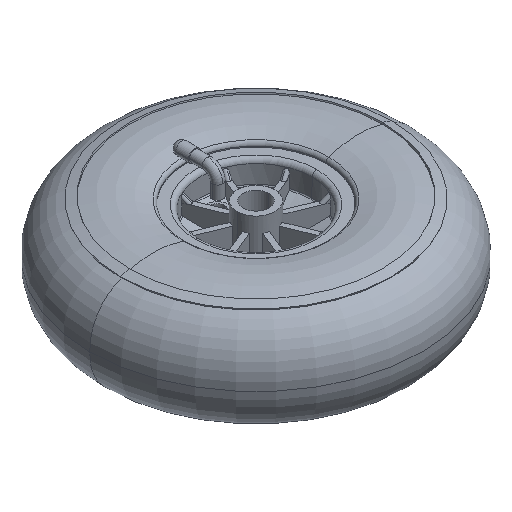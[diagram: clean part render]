
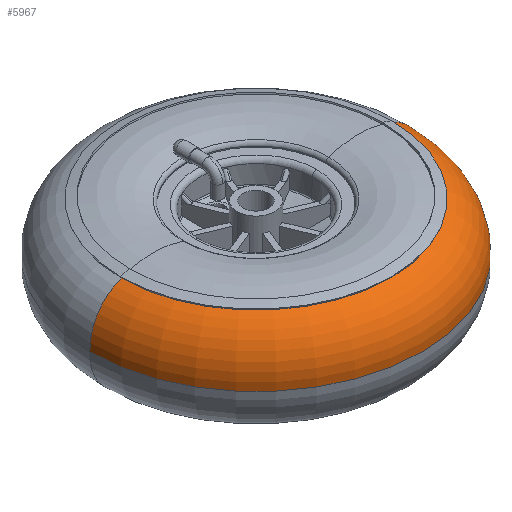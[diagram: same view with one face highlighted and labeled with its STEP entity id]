
A CAD part, isometric view. The second image highlights one B-rep face of the part: STEP entity #5967.
In plain terms, the highlighted toroidal (fillet/blend) face has major radius 91.336 mm and minor radius 38.712 mm.
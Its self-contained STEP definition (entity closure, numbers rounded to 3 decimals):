
#60 = CIRCLE ( 'NONE', #6531, 130. ) ;
#267 = VERTEX_POINT ( 'NONE', #10293 ) ;
#272 = CARTESIAN_POINT ( 'NONE',  ( 0., 0., 37.918 ) ) ;
#379 = DIRECTION ( 'NONE',  ( 0., -1., 0. ) ) ;
#1405 = CARTESIAN_POINT ( 'NONE',  ( 91.336, 0., 1.927 ) ) ;
#1510 = CARTESIAN_POINT ( 'NONE',  ( 105.592, 0., 37.918 ) ) ;
#1561 = DIRECTION ( 'NONE',  ( 0., 0., 1. ) ) ;
#1964 = AXIS2_PLACEMENT_3D ( 'NONE', #13317, #2814, #12318 ) ;
#2305 = ORIENTED_EDGE ( 'NONE', *, *, #6687, .T. ) ;
#2725 = EDGE_LOOP ( 'NONE', ( #4413, #2305, #11611, #9705 ) ) ;
#2814 = DIRECTION ( 'NONE',  ( 0., 1., 0. ) ) ;
#3325 = CARTESIAN_POINT ( 'NONE',  ( 0., 0., 1.927 ) ) ;
#3851 = CIRCLE ( 'NONE', #5544, 105.592 ) ;
#3937 = AXIS2_PLACEMENT_3D ( 'NONE', #3325, #4493, #5773 ) ;
#4324 = CARTESIAN_POINT ( 'NONE',  ( 130., 0., 0. ) ) ;
#4413 = ORIENTED_EDGE ( 'NONE', *, *, #8288, .F. ) ;
#4493 = DIRECTION ( 'NONE',  ( 0., 0., 1. ) ) ;
#5132 = DIRECTION ( 'NONE',  ( 1., 0., 0. ) ) ;
#5544 = AXIS2_PLACEMENT_3D ( 'NONE', #272, #1561, #5132 ) ;
#5773 = DIRECTION ( 'NONE',  ( 1., 0., 0. ) ) ;
#5967 = ADVANCED_FACE ( 'NONE', ( #8483 ), #8682, .T. ) ;
#6531 = AXIS2_PLACEMENT_3D ( 'NONE', #13180, #8447, #11162 ) ;
#6687 = EDGE_CURVE ( 'NONE', #7231, #9752, #60, .T. ) ;
#7231 = VERTEX_POINT ( 'NONE', #14763 ) ;
#7506 = EDGE_CURVE ( 'NONE', #267, #8326, #3851, .T. ) ;
#8288 = EDGE_CURVE ( 'NONE', #7231, #267, #14022, .T. ) ;
#8326 = VERTEX_POINT ( 'NONE', #1510 ) ;
#8447 = DIRECTION ( 'NONE',  ( 0., 0., 1. ) ) ;
#8483 = FACE_OUTER_BOUND ( 'NONE', #2725, .T. ) ;
#8682 = TOROIDAL_SURFACE ( 'NONE', #3937, 91.336, 38.712 ) ;
#9676 = DIRECTION ( 'NONE',  ( 0., 0., -1. ) ) ;
#9705 = ORIENTED_EDGE ( 'NONE', *, *, #7506, .F. ) ;
#9752 = VERTEX_POINT ( 'NONE', #4324 ) ;
#10293 = CARTESIAN_POINT ( 'NONE',  ( -105.592, 0., 37.918 ) ) ;
#11162 = DIRECTION ( 'NONE',  ( 1., 0., 0. ) ) ;
#11611 = ORIENTED_EDGE ( 'NONE', *, *, #15208, .T. ) ;
#12318 = DIRECTION ( 'NONE',  ( -1., 0., 0. ) ) ;
#12471 = AXIS2_PLACEMENT_3D ( 'NONE', #1405, #379, #9676 ) ;
#13180 = CARTESIAN_POINT ( 'NONE',  ( 0., 0., 0. ) ) ;
#13317 = CARTESIAN_POINT ( 'NONE',  ( -91.336, 0., 1.927 ) ) ;
#14022 = CIRCLE ( 'NONE', #1964, 38.712 ) ;
#14458 = CIRCLE ( 'NONE', #12471, 38.712 ) ;
#14763 = CARTESIAN_POINT ( 'NONE',  ( -130., 0., 0. ) ) ;
#15208 = EDGE_CURVE ( 'NONE', #9752, #8326, #14458, .T. ) ;
